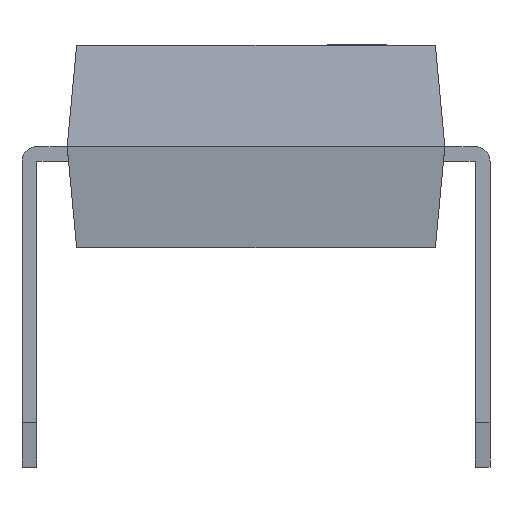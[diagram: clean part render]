
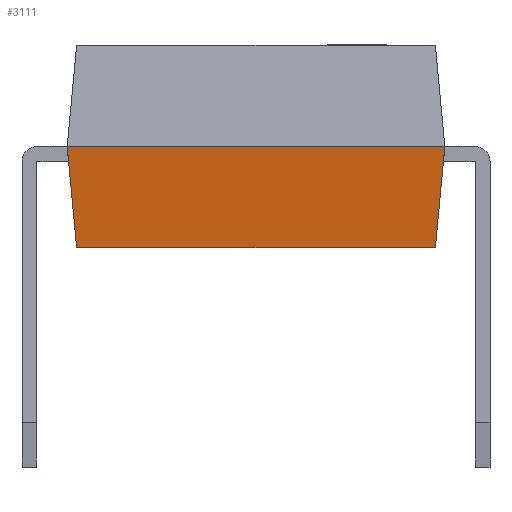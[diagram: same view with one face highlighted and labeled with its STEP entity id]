
A CAD part, front view. The second image highlights one B-rep face of the part: STEP entity #3111.
In plain terms, the highlighted free-form (B-spline) face has degree [1, 1] with [2, 2] control points.
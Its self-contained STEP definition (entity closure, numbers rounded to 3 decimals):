
#776 = VERTEX_POINT('',#777);
#777 = CARTESIAN_POINT('',(3.175,-4.795,2.21));
#798 = EDGE_CURVE('',#799,#776,#801,.T.);
#799 = VERTEX_POINT('',#800);
#800 = CARTESIAN_POINT('',(-3.175,-4.795,2.21));
#801 = LINE('',#802,#803);
#802 = CARTESIAN_POINT('',(-3.175,-4.795,2.21));
#803 = VECTOR('',#804,1.);
#804 = DIRECTION('',(1.,0.,0.));
#2858 = EDGE_CURVE('',#776,#2859,#2861,.T.);
#2859 = VERTEX_POINT('',#2860);
#2860 = CARTESIAN_POINT('',(3.016,-4.555,0.51));
#2861 = B_SPLINE_CURVE_WITH_KNOTS('',1,(#2862,#2863),.UNSPECIFIED.,.F.,
  .F.,(2,2),(0.,1.),.PIECEWISE_BEZIER_KNOTS.);
#2862 = CARTESIAN_POINT('',(3.175,-4.795,2.21));
#2863 = CARTESIAN_POINT('',(3.016,-4.555,0.51));
#3111 = ADVANCED_FACE('',(#3112),#3129,.F.);
#3112 = FACE_BOUND('',#3113,.F.);
#3113 = EDGE_LOOP('',(#3114,#3115,#3116,#3124));
#3114 = ORIENTED_EDGE('',*,*,#798,.T.);
#3115 = ORIENTED_EDGE('',*,*,#2858,.T.);
#3116 = ORIENTED_EDGE('',*,*,#3117,.F.);
#3117 = EDGE_CURVE('',#3118,#2859,#3120,.T.);
#3118 = VERTEX_POINT('',#3119);
#3119 = CARTESIAN_POINT('',(-3.016,-4.555,0.51));
#3120 = LINE('',#3121,#3122);
#3121 = CARTESIAN_POINT('',(-3.016,-4.555,0.51));
#3122 = VECTOR('',#3123,1.);
#3123 = DIRECTION('',(1.,0.,0.));
#3124 = ORIENTED_EDGE('',*,*,#3125,.F.);
#3125 = EDGE_CURVE('',#799,#3118,#3126,.T.);
#3126 = B_SPLINE_CURVE_WITH_KNOTS('',1,(#3127,#3128),.UNSPECIFIED.,.F.,
  .F.,(2,2),(0.,1.),.PIECEWISE_BEZIER_KNOTS.);
#3127 = CARTESIAN_POINT('',(-3.175,-4.795,2.21));
#3128 = CARTESIAN_POINT('',(-3.016,-4.555,0.51));
#3129 = B_SPLINE_SURFACE_WITH_KNOTS('',1,1,(
    (#3130,#3131)
    ,(#3132,#3133
    )),.UNSPECIFIED.,.F.,.F.,.F.,(2,2),(2,2),(0.,6.35),(0.,1.),
  .PIECEWISE_BEZIER_KNOTS.);
#3130 = CARTESIAN_POINT('',(-3.175,-4.795,2.21));
#3131 = CARTESIAN_POINT('',(-3.016,-4.555,0.51));
#3132 = CARTESIAN_POINT('',(3.175,-4.795,2.21));
#3133 = CARTESIAN_POINT('',(3.016,-4.555,0.51));
